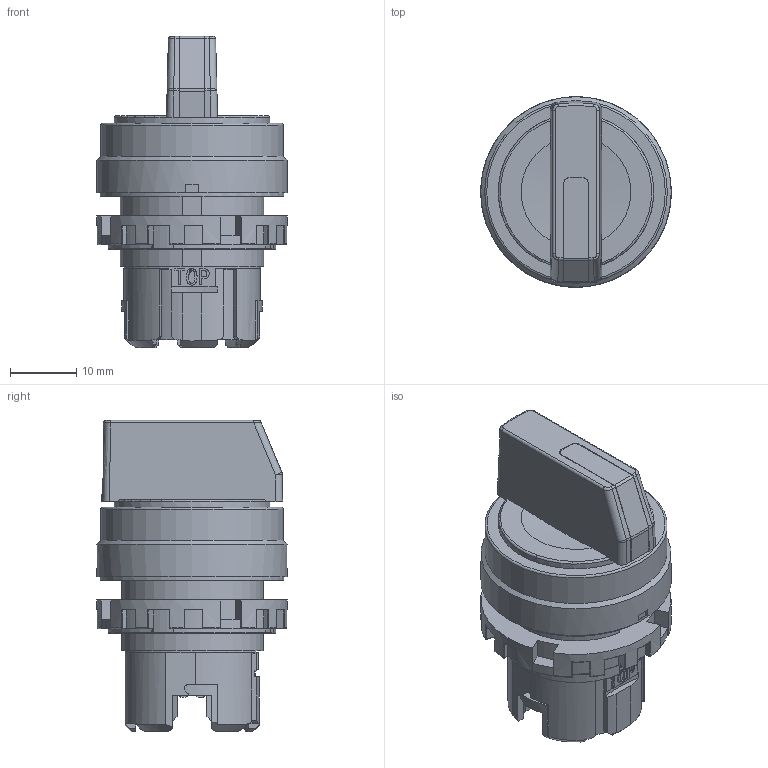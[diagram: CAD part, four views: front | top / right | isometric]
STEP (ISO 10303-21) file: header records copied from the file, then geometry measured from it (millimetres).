
FILE_DESCRIPTION( ( 'Unknown' ), '1' );
FILE_NAME( 'A20S-3Ex-Solid3D-20180706.stp', 'Unknown', ( 'Unknown' ), ( 'Unknown' ), 'XStep 1.0', 'Unknown', ' ' );
FILE_SCHEMA( ( 'automotive_design' ) );
Length unit declared in the file: millimetre
Products named in the file (1): BA20KR0101-A20K牙環膠圈-20
Bounding box: 28.8 x 28.8 x 47.05 mm (x, y, z)
Volume: 17409 mm3; surface area: 5718.2 mm2
Topology: 1 solids, 3 shells, 493 faces, 1285 edges, 803 vertices
Faces by surface type: plane 221, cylinder 158, torus 52, bspline 30, sphere 12, extrusion 10, cone 10
Full cylindrical faces by diameter (mm): 23.5 x1, 27.6 x1, 27.8 x1, 28.8 x1
Entity records: 20439 total; most frequent: CARTESIAN_POINT 4515, ORIENTED_EDGE 2536, DIRECTION 2518, EDGE_CURVE 1268, AXIS2_PLACEMENT_3D 943, VERTEX_POINT 800, VECTOR 632, LINE 622
